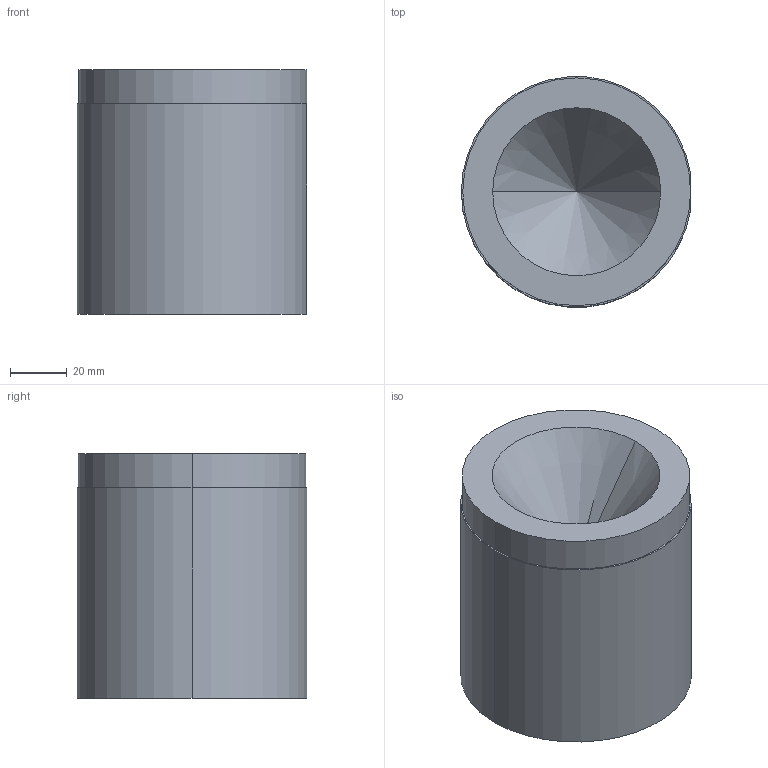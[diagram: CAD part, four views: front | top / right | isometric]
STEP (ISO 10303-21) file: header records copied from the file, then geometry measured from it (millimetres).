
FILE_DESCRIPTION (( 'STEP AP214' ), '1' );
FILE_NAME ('528201.STEP', '2022-04-22T02:30:43', ( '' ), ( '' ), 'SwSTEP 2.0', 'SolidWorks 2020', '' );
FILE_SCHEMA (( 'AUTOMOTIVE_DESIGN' ));
Length unit declared in the file: millimetre
Products named in the file (1): 528201
Bounding box: 80.5 x 80.75 x 86 mm (x, y, z)
Volume: 240949.1 mm3; surface area: 52151.5 mm2
Topology: 1 solids, 1 shells, 21 faces, 48 edges, 27 vertices
Faces by surface type: cylinder 10, cone 6, plane 5
Entity records: 610 total; most frequent: DIRECTION 108, CARTESIAN_POINT 91, ORIENTED_EDGE 84, AXIS2_PLACEMENT_3D 44, EDGE_CURVE 42, VERTEX_POINT 27, EDGE_LOOP 25, CIRCLE 22
